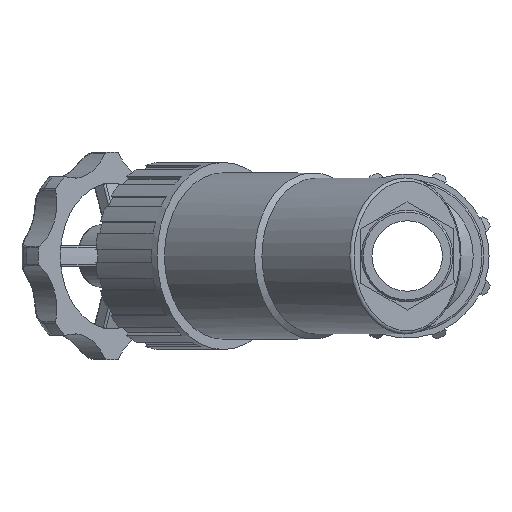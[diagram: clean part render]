
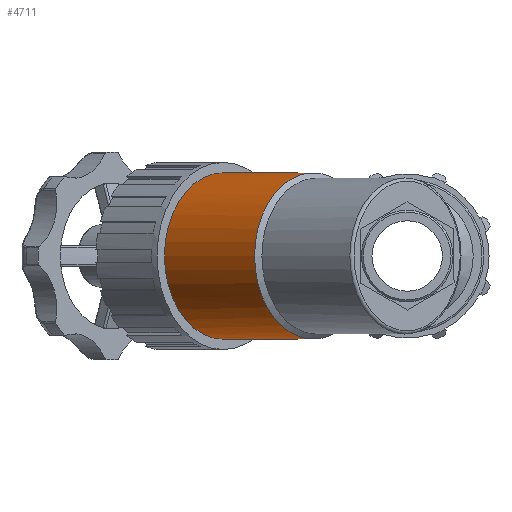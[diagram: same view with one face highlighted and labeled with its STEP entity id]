
A CAD part, left-side view. The second image highlights one B-rep face of the part: STEP entity #4711.
In plain terms, the highlighted cylindrical face has radius 30.24 mm (diameter 60.48 mm), a full revolution.
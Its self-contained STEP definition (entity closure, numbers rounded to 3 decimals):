
#153=B_SPLINE_CURVE_WITH_KNOTS('',3,(#9518,#9519,#9520,#9521,#9522,#9523,
#9524,#9525,#9526,#9527,#9528,#9529,#9530,#9531,#9532,#9533,#9534,#9535),
 .UNSPECIFIED.,.F.,.F.,(4,2,2,2,2,2,2,2,4),(2.346,2.383,
2.847,3.136,3.426,3.716,4.005,
4.469,4.506),.UNSPECIFIED.);
#904=CYLINDRICAL_SURFACE('',#5139,30.24);
#1082=FACE_BOUND('',#1590,.T.);
#1296=FACE_OUTER_BOUND('',#1589,.T.);
#1589=EDGE_LOOP('',(#4079,#4080));
#1590=EDGE_LOOP('',(#4081));
#1882=CIRCLE('',#5140,30.24);
#1883=CIRCLE('',#5141,30.24);
#2276=VERTEX_POINT('',#9516);
#2277=VERTEX_POINT('',#9517);
#2278=VERTEX_POINT('',#9537);
#2915=EDGE_CURVE('',#2276,#2277,#153,.T.);
#2916=EDGE_CURVE('',#2276,#2277,#1882,.T.);
#2917=EDGE_CURVE('',#2278,#2278,#1883,.T.);
#4079=ORIENTED_EDGE('',*,*,#2915,.F.);
#4080=ORIENTED_EDGE('',*,*,#2916,.T.);
#4081=ORIENTED_EDGE('',*,*,#2917,.F.);
#4711=ADVANCED_FACE('',(#1296,#1082),#904,.T.);
#5139=AXIS2_PLACEMENT_3D('',#9515,#6213,#6214);
#5140=AXIS2_PLACEMENT_3D('',#9536,#6215,#6216);
#5141=AXIS2_PLACEMENT_3D('',#9538,#6217,#6218);
#6213=DIRECTION('center_axis',(0.707,0.707,0.));
#6214=DIRECTION('ref_axis',(-0.707,0.707,0.));
#6215=DIRECTION('center_axis',(0.707,0.707,0.));
#6216=DIRECTION('ref_axis',(0.707,-0.707,0.));
#6217=DIRECTION('center_axis',(0.707,0.707,0.));
#6218=DIRECTION('ref_axis',(0.707,-0.707,0.));
#9515=CARTESIAN_POINT('Origin',(8.05,50.45,0.));
#9516=CARTESIAN_POINT('',(12.014,13.744,-9.352));
#9517=CARTESIAN_POINT('',(12.014,13.744,9.352));
#9518=CARTESIAN_POINT('Ctrl Pts',(12.014,13.744,-9.352));
#9519=CARTESIAN_POINT('Ctrl Pts',(12.106,13.8,-9.271));
#9520=CARTESIAN_POINT('Ctrl Pts',(12.198,13.855,-9.189));
#9521=CARTESIAN_POINT('Ctrl Pts',(13.428,14.585,-8.072));
#9522=CARTESIAN_POINT('Ctrl Pts',(14.465,15.186,-6.893));
#9523=CARTESIAN_POINT('Ctrl Pts',(15.745,15.92,-4.86));
#9524=CARTESIAN_POINT('Ctrl Pts',(16.204,16.18,-3.943));
#9525=CARTESIAN_POINT('Ctrl Pts',(16.829,16.534,-1.996));
#9526=CARTESIAN_POINT('Ctrl Pts',(16.99,16.625,-0.965));
#9527=CARTESIAN_POINT('Ctrl Pts',(16.99,16.625,0.965));
#9528=CARTESIAN_POINT('Ctrl Pts',(16.829,16.534,1.996));
#9529=CARTESIAN_POINT('Ctrl Pts',(16.204,16.18,3.943));
#9530=CARTESIAN_POINT('Ctrl Pts',(15.745,15.92,4.86));
#9531=CARTESIAN_POINT('Ctrl Pts',(14.465,15.186,6.893));
#9532=CARTESIAN_POINT('Ctrl Pts',(13.428,14.585,8.072));
#9533=CARTESIAN_POINT('Ctrl Pts',(12.198,13.855,9.189));
#9534=CARTESIAN_POINT('Ctrl Pts',(12.106,13.8,9.271));
#9535=CARTESIAN_POINT('Ctrl Pts',(12.014,13.744,9.352));
#9536=CARTESIAN_POINT('Origin',(-8.321,34.079,0.));
#9537=CARTESIAN_POINT('',(3.039,88.204,0.));
#9538=CARTESIAN_POINT('Origin',(24.422,66.822,0.));
